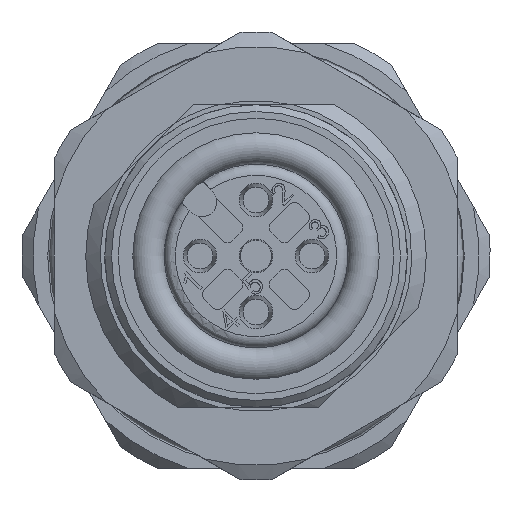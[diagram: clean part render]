
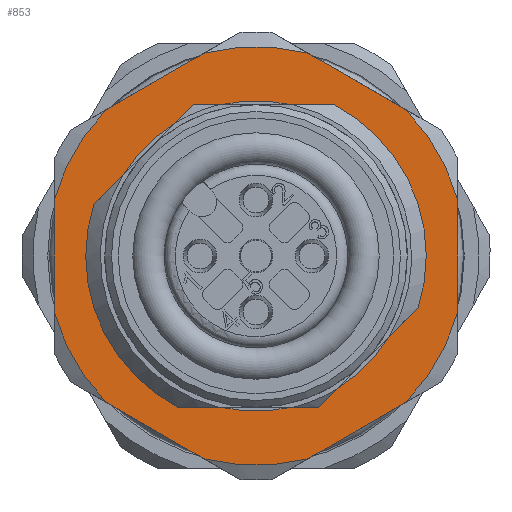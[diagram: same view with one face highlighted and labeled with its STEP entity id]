
A CAD part, left-side view. The second image highlights one B-rep face of the part: STEP entity #853.
In plain terms, the highlighted planar face has unit normal (-1, 0, 0).
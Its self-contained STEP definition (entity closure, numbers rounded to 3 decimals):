
#268=FACE_BOUND('',#1464,.T.);
#269=FACE_BOUND('',#1465,.T.);
#375=PLANE('',#4944);
#853=ADVANCED_FACE('',(#268,#269),#375,.F.);
#1464=EDGE_LOOP('',(#3140,#3141,#3142,#3143,#3144,#3145,#3146,#3147,#3148,
#3149,#3150,#3151));
#1465=EDGE_LOOP('',(#3152,#3153,#3154,#3155,#3156,#3157,#3158,#3159,#3160,
#3161,#3162,#3163,#3164,#3165));
#1499=LINE('',#6129,#1746);
#1507=LINE('',#6146,#1754);
#1511=LINE('',#6163,#1758);
#1518=LINE('',#6176,#1765);
#1522=LINE('',#6194,#1769);
#1526=LINE('',#6211,#1773);
#1534=LINE('',#6228,#1781);
#1537=LINE('',#6242,#1784);
#1718=LINE('',#8669,#1997);
#1719=LINE('',#8673,#1998);
#1720=LINE('',#8677,#1999);
#1721=LINE('',#8681,#2000);
#1722=LINE('',#8685,#2001);
#1723=LINE('',#8689,#2002);
#1746=VECTOR('',#5009,1.);
#1754=VECTOR('',#5017,1.);
#1758=VECTOR('',#5023,1.);
#1765=VECTOR('',#5030,1.);
#1769=VECTOR('',#5036,1.);
#1773=VECTOR('',#5040,1.);
#1781=VECTOR('',#5050,1.);
#1784=VECTOR('',#5053,1.);
#1997=VECTOR('',#5974,1.);
#1998=VECTOR('',#5977,1.);
#1999=VECTOR('',#5980,1.);
#2000=VECTOR('',#5983,1.);
#2001=VECTOR('',#5986,1.);
#2002=VECTOR('',#5989,1.);
#3140=ORIENTED_EDGE('',*,*,#4318,.F.);
#3141=ORIENTED_EDGE('',*,*,#4319,.F.);
#3142=ORIENTED_EDGE('',*,*,#4320,.F.);
#3143=ORIENTED_EDGE('',*,*,#4321,.F.);
#3144=ORIENTED_EDGE('',*,*,#4322,.F.);
#3145=ORIENTED_EDGE('',*,*,#4323,.F.);
#3146=ORIENTED_EDGE('',*,*,#4324,.F.);
#3147=ORIENTED_EDGE('',*,*,#4325,.F.);
#3148=ORIENTED_EDGE('',*,*,#4326,.F.);
#3149=ORIENTED_EDGE('',*,*,#4327,.F.);
#3150=ORIENTED_EDGE('',*,*,#4328,.F.);
#3151=ORIENTED_EDGE('',*,*,#4329,.F.);
#3152=ORIENTED_EDGE('',*,*,#4330,.F.);
#3153=ORIENTED_EDGE('',*,*,#3750,.T.);
#3154=ORIENTED_EDGE('',*,*,#3771,.T.);
#3155=ORIENTED_EDGE('',*,*,#4331,.F.);
#3156=ORIENTED_EDGE('',*,*,#3764,.T.);
#3157=ORIENTED_EDGE('',*,*,#3746,.T.);
#3158=ORIENTED_EDGE('',*,*,#3791,.F.);
#3159=ORIENTED_EDGE('',*,*,#4332,.F.);
#3160=ORIENTED_EDGE('',*,*,#3796,.F.);
#3161=ORIENTED_EDGE('',*,*,#3777,.F.);
#3162=ORIENTED_EDGE('',*,*,#4333,.F.);
#3163=ORIENTED_EDGE('',*,*,#3783,.F.);
#3164=ORIENTED_EDGE('',*,*,#3742,.T.);
#3165=ORIENTED_EDGE('',*,*,#3758,.T.);
#3297=VERTEX_POINT('',#6112);
#3298=VERTEX_POINT('',#6113);
#3301=VERTEX_POINT('',#6121);
#3302=VERTEX_POINT('',#6122);
#3305=VERTEX_POINT('',#6130);
#3306=VERTEX_POINT('',#6131);
#3313=VERTEX_POINT('',#6145);
#3318=VERTEX_POINT('',#6164);
#3323=VERTEX_POINT('',#6175);
#3328=VERTEX_POINT('',#6193);
#3329=VERTEX_POINT('',#6195);
#3334=VERTEX_POINT('',#6212);
#3341=VERTEX_POINT('',#6227);
#3345=VERTEX_POINT('',#6243);
#3704=VERTEX_POINT('',#8667);
#3705=VERTEX_POINT('',#8668);
#3706=VERTEX_POINT('',#8670);
#3707=VERTEX_POINT('',#8672);
#3708=VERTEX_POINT('',#8674);
#3709=VERTEX_POINT('',#8676);
#3710=VERTEX_POINT('',#8678);
#3711=VERTEX_POINT('',#8680);
#3712=VERTEX_POINT('',#8682);
#3713=VERTEX_POINT('',#8684);
#3714=VERTEX_POINT('',#8686);
#3715=VERTEX_POINT('',#8688);
#3742=EDGE_CURVE('',#3297,#3298,#4380,.T.);
#3746=EDGE_CURVE('',#3301,#3302,#4382,.T.);
#3750=EDGE_CURVE('',#3305,#3306,#1499,.T.);
#3758=EDGE_CURVE('',#3298,#3313,#1507,.T.);
#3764=EDGE_CURVE('',#3318,#3301,#1511,.T.);
#3771=EDGE_CURVE('',#3306,#3323,#1518,.T.);
#3777=EDGE_CURVE('',#3328,#3329,#1522,.T.);
#3783=EDGE_CURVE('',#3297,#3334,#1526,.T.);
#3791=EDGE_CURVE('',#3341,#3302,#1534,.T.);
#3796=EDGE_CURVE('',#3329,#3345,#1537,.T.);
#4318=EDGE_CURVE('',#3704,#3705,#4545,.T.);
#4319=EDGE_CURVE('',#3706,#3704,#1718,.T.);
#4320=EDGE_CURVE('',#3707,#3706,#4546,.T.);
#4321=EDGE_CURVE('',#3708,#3707,#1719,.T.);
#4322=EDGE_CURVE('',#3709,#3708,#4547,.T.);
#4323=EDGE_CURVE('',#3710,#3709,#1720,.T.);
#4324=EDGE_CURVE('',#3711,#3710,#4548,.T.);
#4325=EDGE_CURVE('',#3712,#3711,#1721,.T.);
#4326=EDGE_CURVE('',#3713,#3712,#4549,.T.);
#4327=EDGE_CURVE('',#3714,#3713,#1722,.T.);
#4328=EDGE_CURVE('',#3715,#3714,#4550,.T.);
#4329=EDGE_CURVE('',#3705,#3715,#1723,.T.);
#4330=EDGE_CURVE('',#3305,#3313,#4551,.T.);
#4331=EDGE_CURVE('',#3318,#3323,#4552,.T.);
#4332=EDGE_CURVE('',#3345,#3341,#4553,.T.);
#4333=EDGE_CURVE('',#3334,#3328,#4554,.T.);
#4380=CIRCLE('',#4572,7.6);
#4382=CIRCLE('',#4575,7.6);
#4545=CIRCLE('',#4934,9.346);
#4546=CIRCLE('',#4935,9.346);
#4547=CIRCLE('',#4936,9.346);
#4548=CIRCLE('',#4937,9.346);
#4549=CIRCLE('',#4938,9.346);
#4550=CIRCLE('',#4939,9.346);
#4551=CIRCLE('',#4940,6.93);
#4552=CIRCLE('',#4941,6.93);
#4553=CIRCLE('',#4942,6.93);
#4554=CIRCLE('',#4943,6.93);
#4572=AXIS2_PLACEMENT_3D('',#6111,#4993,#4994);
#4575=AXIS2_PLACEMENT_3D('',#6120,#5001,#5002);
#4934=AXIS2_PLACEMENT_3D('',#8666,#5972,#5973);
#4935=AXIS2_PLACEMENT_3D('',#8671,#5975,#5976);
#4936=AXIS2_PLACEMENT_3D('',#8675,#5978,#5979);
#4937=AXIS2_PLACEMENT_3D('',#8679,#5981,#5982);
#4938=AXIS2_PLACEMENT_3D('',#8683,#5984,#5985);
#4939=AXIS2_PLACEMENT_3D('',#8687,#5987,#5988);
#4940=AXIS2_PLACEMENT_3D('',#8690,#5990,#5991);
#4941=AXIS2_PLACEMENT_3D('',#8691,#5992,#5993);
#4942=AXIS2_PLACEMENT_3D('',#8692,#5994,#5995);
#4943=AXIS2_PLACEMENT_3D('',#8693,#5996,#5997);
#4944=AXIS2_PLACEMENT_3D('',#8694,#5998,#5999);
#4993=DIRECTION('',(1.,0.,0.));
#4994=DIRECTION('',(0.,0.,-1.));
#5001=DIRECTION('',(1.,0.,0.));
#5002=DIRECTION('',(0.,0.,-1.));
#5009=DIRECTION('',(0.,-0.707,0.707));
#5017=DIRECTION('',(0.,-0.707,0.707));
#5023=DIRECTION('',(0.,-1.,0.));
#5030=DIRECTION('',(0.,-1.,0.));
#5036=DIRECTION('',(0.,-1.,0.));
#5040=DIRECTION('',(0.,-1.,0.));
#5050=DIRECTION('',(0.,-0.707,0.707));
#5053=DIRECTION('',(0.,-0.707,0.707));
#5972=DIRECTION('',(1.,0.,0.));
#5973=DIRECTION('',(0.,-1.,0.));
#5974=DIRECTION('',(0.,0.,-1.));
#5975=DIRECTION('',(1.,0.,0.));
#5976=DIRECTION('',(0.,-1.,0.));
#5977=DIRECTION('',(0.,-0.866,-0.5));
#5978=DIRECTION('',(1.,0.,0.));
#5979=DIRECTION('',(0.,-1.,0.));
#5980=DIRECTION('',(0.,-0.866,0.5));
#5981=DIRECTION('',(1.,0.,0.));
#5982=DIRECTION('',(0.,-1.,0.));
#5983=DIRECTION('',(0.,0.,1.));
#5984=DIRECTION('',(1.,0.,0.));
#5985=DIRECTION('',(0.,-1.,0.));
#5986=DIRECTION('',(0.,0.866,0.5));
#5987=DIRECTION('',(1.,0.,0.));
#5988=DIRECTION('',(0.,-1.,0.));
#5989=DIRECTION('',(0.,0.866,-0.5));
#5990=DIRECTION('',(-1.,0.,0.));
#5991=DIRECTION('',(0.,0.,-1.));
#5992=DIRECTION('',(-1.,0.,0.));
#5993=DIRECTION('',(0.,0.,-1.));
#5994=DIRECTION('',(-1.,0.,0.));
#5995=DIRECTION('',(0.,0.,-1.));
#5996=DIRECTION('',(-1.,0.,0.));
#5997=DIRECTION('',(0.,0.,-1.));
#5998=DIRECTION('',(1.,0.,0.));
#5999=DIRECTION('',(0.,-1.,0.));
#6111=CARTESIAN_POINT('',(9.5,0.,0.));
#6112=CARTESIAN_POINT('',(9.5,3.492,-6.75));
#6113=CARTESIAN_POINT('',(9.5,7.243,2.303));
#6120=CARTESIAN_POINT('',(9.5,0.,0.));
#6121=CARTESIAN_POINT('',(9.5,-3.492,6.75));
#6122=CARTESIAN_POINT('',(9.5,-7.243,-2.303));
#6129=CARTESIAN_POINT('',(9.5,8.835,0.711));
#6130=CARTESIAN_POINT('',(9.5,3.663,5.883));
#6131=CARTESIAN_POINT('',(9.5,2.796,6.75));
#6145=CARTESIAN_POINT('',(9.5,5.883,3.663));
#6146=CARTESIAN_POINT('',(9.5,8.835,0.711));
#6163=CARTESIAN_POINT('',(9.5,2.796,6.75));
#6164=CARTESIAN_POINT('',(9.5,-1.569,6.75));
#6175=CARTESIAN_POINT('',(9.5,1.569,6.75));
#6176=CARTESIAN_POINT('',(9.5,2.796,6.75));
#6193=CARTESIAN_POINT('',(9.5,-1.569,-6.75));
#6194=CARTESIAN_POINT('',(9.5,5.744,-6.75));
#6195=CARTESIAN_POINT('',(9.5,-2.796,-6.75));
#6211=CARTESIAN_POINT('',(9.5,5.744,-6.75));
#6212=CARTESIAN_POINT('',(9.5,1.569,-6.75));
#6227=CARTESIAN_POINT('',(9.5,-5.883,-3.663));
#6228=CARTESIAN_POINT('',(9.5,-2.796,-6.75));
#6242=CARTESIAN_POINT('',(9.5,-2.796,-6.75));
#6243=CARTESIAN_POINT('',(9.5,-3.663,-5.883));
#8666=CARTESIAN_POINT('',(9.5,0.,0.));
#8667=CARTESIAN_POINT('',(9.5,-9.,-2.521));
#8668=CARTESIAN_POINT('',(9.5,-6.683,-6.534));
#8669=CARTESIAN_POINT('',(9.5,-9.,4.359));
#8670=CARTESIAN_POINT('',(9.5,-9.,2.521));
#8671=CARTESIAN_POINT('',(9.5,0.,0.));
#8672=CARTESIAN_POINT('',(9.5,-6.683,6.534));
#8673=CARTESIAN_POINT('',(9.5,-0.725,9.974));
#8674=CARTESIAN_POINT('',(9.5,-2.317,9.055));
#8675=CARTESIAN_POINT('',(9.5,0.,0.));
#8676=CARTESIAN_POINT('',(9.5,2.317,9.055));
#8677=CARTESIAN_POINT('',(9.5,8.275,5.615));
#8678=CARTESIAN_POINT('',(9.5,6.683,6.534));
#8679=CARTESIAN_POINT('',(9.5,0.,0.));
#8680=CARTESIAN_POINT('',(9.5,9.,2.521));
#8681=CARTESIAN_POINT('',(9.5,9.,-4.359));
#8682=CARTESIAN_POINT('',(9.5,9.,-2.521));
#8683=CARTESIAN_POINT('',(9.5,0.,0.));
#8684=CARTESIAN_POINT('',(9.5,6.683,-6.534));
#8685=CARTESIAN_POINT('',(9.5,0.725,-9.974));
#8686=CARTESIAN_POINT('',(9.5,2.317,-9.055));
#8687=CARTESIAN_POINT('',(9.5,0.,0.));
#8688=CARTESIAN_POINT('',(9.5,-2.317,-9.055));
#8689=CARTESIAN_POINT('',(9.5,-8.275,-5.615));
#8690=CARTESIAN_POINT('',(9.5,0.,0.));
#8691=CARTESIAN_POINT('',(9.5,0.,0.));
#8692=CARTESIAN_POINT('',(9.5,0.,0.));
#8693=CARTESIAN_POINT('',(9.5,0.,0.));
#8694=CARTESIAN_POINT('',(9.5,0.,0.));
